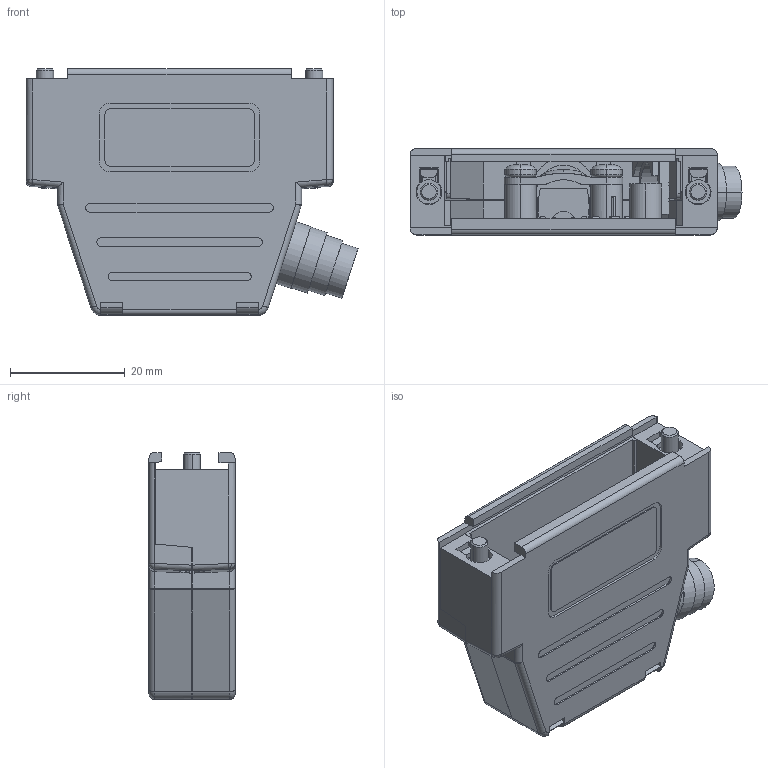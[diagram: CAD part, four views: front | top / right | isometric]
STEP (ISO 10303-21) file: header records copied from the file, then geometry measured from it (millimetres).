
FILE_DESCRIPTION (( 'STEP AP214' ), '1' );
FILE_NAME ('6688-9479-M-SJS.STEP', '2023-01-13T13:50:01', ( '' ), ( '' ), 'SwSTEP 2.0', 'SolidWorks 2021', '' );
FILE_SCHEMA (( 'AUTOMOTIVE_DESIGN' ));
Length unit declared in the file: millimetre
Products named in the file (9): 6826-0133-01; 6822-0121-32; 6830-0106-01; 6688-9479-M-SJS; 6822-0128-32; 6838-0109-32; 6811-0132-04 Part 1; 6811-0132-04 Part 2; 6855-0109-01
Assembly tree (10 placements, depth 2):
  6688-9479-M-SJS
    6811-0132-04 Part 1
    6838-0109-32
    6855-0109-01  x2
    6811-0132-04 Part 2
    6822-0121-32
    6822-0128-32
    6826-0133-01  x2
    6830-0106-01
Bounding box: 57.84 x 15 x 43 mm (x, y, z)
Volume: 10748.5 mm3; surface area: 16267.9 mm2
Topology: 12 solids, 12 shells, 814 faces, 2112 edges, 1361 vertices
Faces by surface type: plane 528, cylinder 225, bspline 27, cone 14, torus 13, sphere 7
Entity records: 26242 total; most frequent: CARTESIAN_POINT 7789, ORIENTED_EDGE 3862, DIRECTION 3606, EDGE_CURVE 1931, VECTOR 1354, LINE 1354, VERTEX_POINT 1245, AXIS2_PLACEMENT_3D 1126
